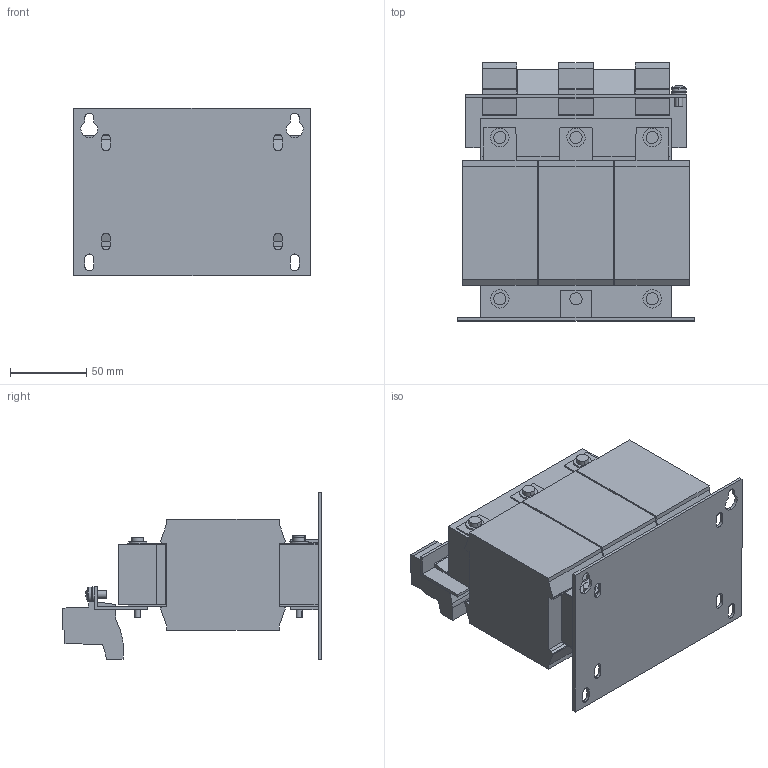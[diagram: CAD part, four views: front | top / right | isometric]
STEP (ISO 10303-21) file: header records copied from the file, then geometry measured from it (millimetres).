
FILE_DESCRIPTION (( 'STEP AP214' ), '1' );
FILE_NAME ('381434.STEP', '2021-09-24T05:44:23', ( '' ), ( '' ), 'SwSTEP 2.0', 'SolidWorks 2018', '' );
FILE_SCHEMA (( 'AUTOMOTIVE_DESIGN' ));
Length unit declared in the file: millimetre
Products named in the file (1): 381434
Bounding box: 155 x 169.62 x 110 mm (x, y, z)
Volume: 1221665 mm3; surface area: 164054.6 mm2
Topology: 1 solids, 1 shells, 658 faces, 1772 edges, 1167 vertices
Faces by surface type: plane 495, cylinder 96, bspline 57, cone 6, sphere 2, torus 2
Entity records: 23134 total; most frequent: CARTESIAN_POINT 6717, ORIENTED_EDGE 3540, DIRECTION 3080, EDGE_CURVE 1770, VECTOR 1420, LINE 1420, VERTEX_POINT 1167, AXIS2_PLACEMENT_3D 830
